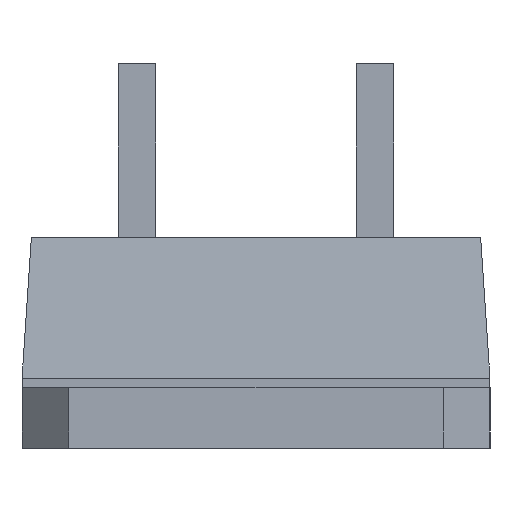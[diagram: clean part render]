
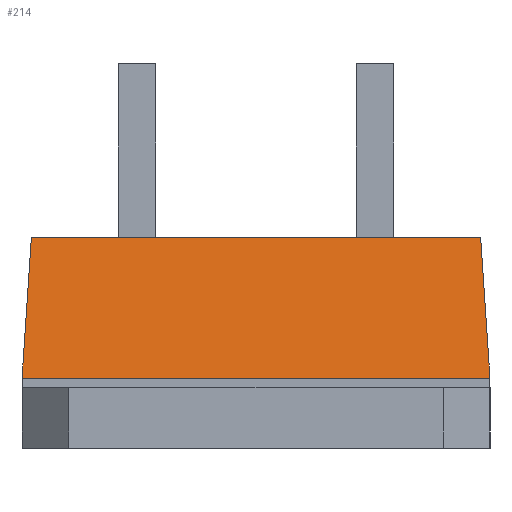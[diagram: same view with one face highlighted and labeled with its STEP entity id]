
A CAD part, left-side view. The second image highlights one B-rep face of the part: STEP entity #214.
In plain terms, the highlighted planar face has unit normal (-0.986, 0, 0.164).
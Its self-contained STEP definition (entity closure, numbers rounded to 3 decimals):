
#6 = VERTEX_POINT ( 'NONE', #1414 ) ;
#42 = EDGE_LOOP ( 'NONE', ( #2225, #135, #1921, #62 ) ) ;
#62 = ORIENTED_EDGE ( 'NONE', *, *, #2432, .T. ) ;
#105 = VECTOR ( 'NONE', #2009, 1000. ) ;
#135 = ORIENTED_EDGE ( 'NONE', *, *, #2300, .T. ) ;
#200 = LINE ( 'NONE', #1345, #300 ) ;
#214 = ADVANCED_FACE ( 'NONE', ( #911 ), #256, .T. ) ;
#228 = DIRECTION ( 'NONE',  ( -0.164, -0.066, -0.984 ) ) ;
#256 = PLANE ( 'NONE',  #1788 ) ;
#297 = CARTESIAN_POINT ( 'NONE',  ( -9.1, 10., -1. ) ) ;
#300 = VECTOR ( 'NONE', #228, 1000. ) ;
#534 = EDGE_CURVE ( 'NONE', #1323, #562, #200, .T. ) ;
#562 = VERTEX_POINT ( 'NONE', #1772 ) ;
#802 = DIRECTION ( 'NONE',  ( -0.986, 0., 0.164 ) ) ;
#911 = FACE_OUTER_BOUND ( 'NONE', #42, .T. ) ;
#1323 = VERTEX_POINT ( 'NONE', #2574 ) ;
#1331 = VECTOR ( 'NONE', #1887, 1000. ) ;
#1345 = CARTESIAN_POINT ( 'NONE',  ( -8.6, 0.2, 2. ) ) ;
#1414 = CARTESIAN_POINT ( 'NONE',  ( -8.6, 9.8, 2. ) ) ;
#1650 = EDGE_CURVE ( 'NONE', #1665, #6, #1933, .T. ) ;
#1665 = VERTEX_POINT ( 'NONE', #2598 ) ;
#1688 = VECTOR ( 'NONE', #2025, 1000. ) ;
#1772 = CARTESIAN_POINT ( 'NONE',  ( -9.1, 0., -1. ) ) ;
#1788 = AXIS2_PLACEMENT_3D ( 'NONE', #1889, #802, #2782 ) ;
#1800 = CARTESIAN_POINT ( 'NONE',  ( -8.6, 10., 2. ) ) ;
#1854 = LINE ( 'NONE', #1800, #105 ) ;
#1887 = DIRECTION ( 'NONE',  ( 0., -1., 0. ) ) ;
#1889 = CARTESIAN_POINT ( 'NONE',  ( -8.85, 10., 0.5 ) ) ;
#1921 = ORIENTED_EDGE ( 'NONE', *, *, #1650, .F. ) ;
#1933 = LINE ( 'NONE', #2177, #1688 ) ;
#2009 = DIRECTION ( 'NONE',  ( 0., 1., 0. ) ) ;
#2025 = DIRECTION ( 'NONE',  ( 0.164, -0.066, 0.984 ) ) ;
#2177 = CARTESIAN_POINT ( 'NONE',  ( -9.1, 10., -1. ) ) ;
#2225 = ORIENTED_EDGE ( 'NONE', *, *, #534, .F. ) ;
#2300 = EDGE_CURVE ( 'NONE', #1323, #6, #1854, .T. ) ;
#2432 = EDGE_CURVE ( 'NONE', #1665, #562, #2732, .T. ) ;
#2574 = CARTESIAN_POINT ( 'NONE',  ( -8.6, 0.2, 2. ) ) ;
#2598 = CARTESIAN_POINT ( 'NONE',  ( -9.1, 10., -1. ) ) ;
#2732 = LINE ( 'NONE', #297, #1331 ) ;
#2782 = DIRECTION ( 'NONE',  ( 0.164, 0., 0.986 ) ) ;
